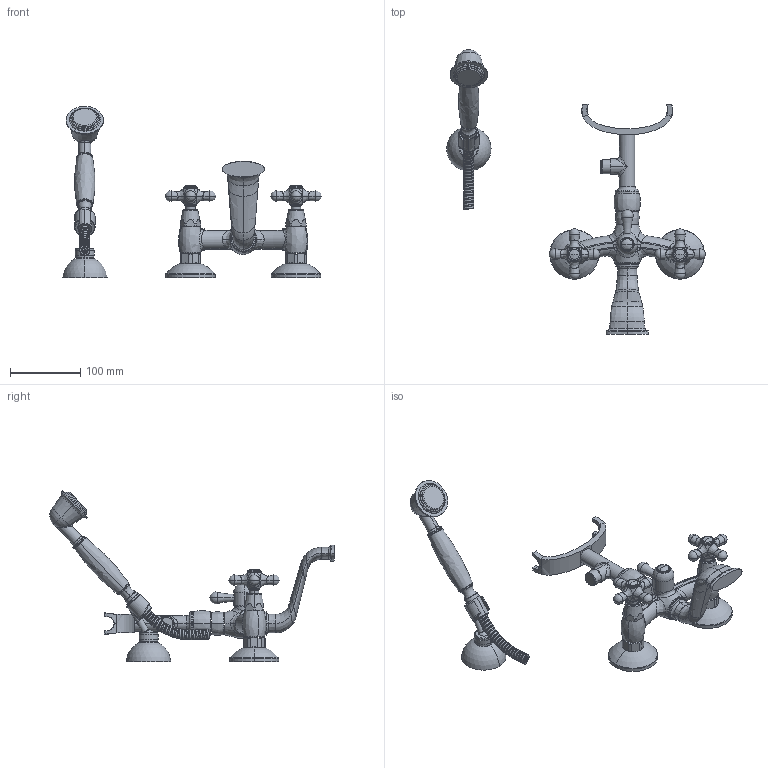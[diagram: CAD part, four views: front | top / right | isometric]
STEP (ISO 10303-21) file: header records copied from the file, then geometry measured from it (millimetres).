
FILE_DESCRIPTION((''),'2;1');
FILE_NAME('IRV027CR','2021-11-10T17:03:28',('ut3'),('PAFFONI SpA'),'CREO PARAMETRIC BY PTC INC, 2020044','CREO PARAMETRIC BY PTC INC, 2020044','');
FILE_SCHEMA(('CONFIG_CONTROL_DESIGN','SHAPE_APPEARANCE_LAYERS_GROUPS'));
Products named in the file (1): IRV027CR
Bounding box: 367.5 x 404.6 x 243.29 mm (x, y, z)
Volume: 687955.9 mm3; surface area: 187666.1 mm2
Topology: 7 solids, 8 shells, 919 faces, 2077 edges, 1201 vertices
Faces by surface type: bspline 255, plane 240, cylinder 155, cone 128, torus 107, sphere 31, extrusion 3
Entity records: 63150 total; most frequent: CARTESIAN_POINT 37454, ORIENTED_EDGE 4102, DIRECTION 3582, EDGE_CURVE 2051, AXIS2_PLACEMENT_3D 1507, VERTEX_POINT 1201, FILL_AREA_STYLE_COLOUR 1005, FILL_AREA_STYLE 1005
